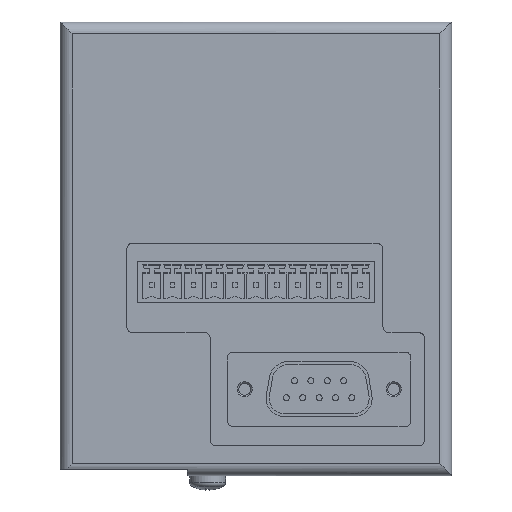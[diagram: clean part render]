
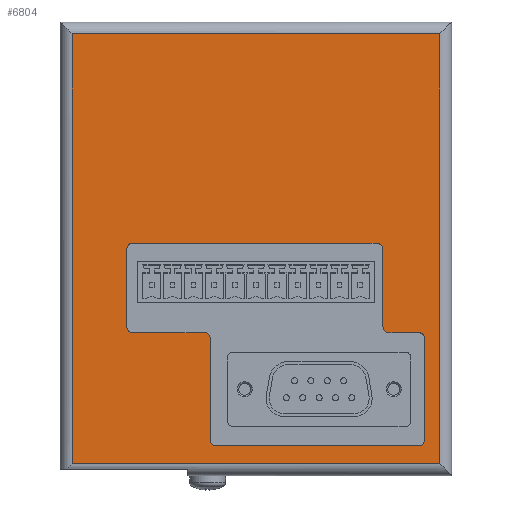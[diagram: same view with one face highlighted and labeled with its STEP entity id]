
A CAD part, top view. The second image highlights one B-rep face of the part: STEP entity #6804.
In plain terms, the highlighted planar face has unit normal (0, 0, 1).
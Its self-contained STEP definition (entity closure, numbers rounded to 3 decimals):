
#148=CIRCLE('',#7261,1.);
#149=CIRCLE('',#7262,1.);
#150=CIRCLE('',#7263,1.);
#151=CIRCLE('',#7264,1.);
#152=CIRCLE('',#7265,1.);
#153=CIRCLE('',#7266,1.);
#154=CIRCLE('',#7267,1.);
#155=CIRCLE('',#7268,1.);
#604=ORIENTED_EDGE('',*,*,#2527,.F.);
#605=ORIENTED_EDGE('',*,*,#2528,.F.);
#606=ORIENTED_EDGE('',*,*,#2529,.F.);
#607=ORIENTED_EDGE('',*,*,#2530,.F.);
#608=ORIENTED_EDGE('',*,*,#2531,.F.);
#609=ORIENTED_EDGE('',*,*,#2532,.T.);
#610=ORIENTED_EDGE('',*,*,#2533,.F.);
#611=ORIENTED_EDGE('',*,*,#2534,.F.);
#612=ORIENTED_EDGE('',*,*,#2535,.F.);
#613=ORIENTED_EDGE('',*,*,#2536,.F.);
#614=ORIENTED_EDGE('',*,*,#2537,.F.);
#615=ORIENTED_EDGE('',*,*,#2538,.F.);
#616=ORIENTED_EDGE('',*,*,#2539,.F.);
#617=ORIENTED_EDGE('',*,*,#2540,.T.);
#618=ORIENTED_EDGE('',*,*,#2541,.F.);
#619=ORIENTED_EDGE('',*,*,#2542,.F.);
#620=ORIENTED_EDGE('',*,*,#2543,.T.);
#621=ORIENTED_EDGE('',*,*,#2544,.T.);
#622=ORIENTED_EDGE('',*,*,#2249,.F.);
#623=ORIENTED_EDGE('',*,*,#2545,.F.);
#2249=EDGE_CURVE('',#3216,#3217,#3883,.T.);
#2527=EDGE_CURVE('',#3479,#3480,#4124,.T.);
#2528=EDGE_CURVE('',#3481,#3479,#148,.T.);
#2529=EDGE_CURVE('',#3482,#3481,#4125,.T.);
#2530=EDGE_CURVE('',#3483,#3482,#149,.T.);
#2531=EDGE_CURVE('',#3484,#3483,#4126,.T.);
#2532=EDGE_CURVE('',#3484,#3485,#150,.T.);
#2533=EDGE_CURVE('',#3486,#3485,#4127,.T.);
#2534=EDGE_CURVE('',#3487,#3486,#151,.T.);
#2535=EDGE_CURVE('',#3488,#3487,#4128,.T.);
#2536=EDGE_CURVE('',#3489,#3488,#152,.T.);
#2537=EDGE_CURVE('',#3490,#3489,#4129,.T.);
#2538=EDGE_CURVE('',#3491,#3490,#153,.T.);
#2539=EDGE_CURVE('',#3492,#3491,#4130,.T.);
#2540=EDGE_CURVE('',#3492,#3493,#154,.T.);
#2541=EDGE_CURVE('',#3494,#3493,#4131,.T.);
#2542=EDGE_CURVE('',#3480,#3494,#155,.T.);
#2543=EDGE_CURVE('',#3495,#3496,#4132,.T.);
#2544=EDGE_CURVE('',#3496,#3217,#4133,.T.);
#2545=EDGE_CURVE('',#3495,#3216,#4134,.T.);
#3216=VERTEX_POINT('',#9785);
#3217=VERTEX_POINT('',#9787);
#3479=VERTEX_POINT('',#10350);
#3480=VERTEX_POINT('',#10351);
#3481=VERTEX_POINT('',#10353);
#3482=VERTEX_POINT('',#10355);
#3483=VERTEX_POINT('',#10357);
#3484=VERTEX_POINT('',#10359);
#3485=VERTEX_POINT('',#10361);
#3486=VERTEX_POINT('',#10363);
#3487=VERTEX_POINT('',#10365);
#3488=VERTEX_POINT('',#10367);
#3489=VERTEX_POINT('',#10369);
#3490=VERTEX_POINT('',#10371);
#3491=VERTEX_POINT('',#10373);
#3492=VERTEX_POINT('',#10375);
#3493=VERTEX_POINT('',#10377);
#3494=VERTEX_POINT('',#10379);
#3495=VERTEX_POINT('',#10382);
#3496=VERTEX_POINT('',#10383);
#3883=LINE('',#9786,#4692);
#4124=LINE('',#10349,#4933);
#4125=LINE('',#10354,#4934);
#4126=LINE('',#10358,#4935);
#4127=LINE('',#10362,#4936);
#4128=LINE('',#10366,#4937);
#4129=LINE('',#10370,#4938);
#4130=LINE('',#10374,#4939);
#4131=LINE('',#10378,#4940);
#4132=LINE('',#10381,#4941);
#4133=LINE('',#10384,#4942);
#4134=LINE('',#10385,#4943);
#4692=VECTOR('',#7815,1000.);
#4933=VECTOR('',#8176,1000.);
#4934=VECTOR('',#8179,1000.);
#4935=VECTOR('',#8182,1000.);
#4936=VECTOR('',#8185,1000.);
#4937=VECTOR('',#8188,1000.);
#4938=VECTOR('',#8191,1000.);
#4939=VECTOR('',#8194,1000.);
#4940=VECTOR('',#8197,1000.);
#4941=VECTOR('',#8200,1000.);
#4942=VECTOR('',#8201,1000.);
#4943=VECTOR('',#8202,1000.);
#5504=EDGE_LOOP('',(#604,#605,#606,#607,#608,#609,#610,#611,#612,#613,#614,
#615,#616,#617,#618,#619));
#5505=EDGE_LOOP('',(#620,#621,#622,#623));
#6002=FACE_BOUND('',#5504,.T.);
#6003=FACE_BOUND('',#5505,.T.);
#6476=PLANE('',#7260);
#6804=ADVANCED_FACE('',(#6002,#6003),#6476,.T.);
#7260=AXIS2_PLACEMENT_3D('',#10348,#8174,#8175);
#7261=AXIS2_PLACEMENT_3D('',#10352,#8177,#8178);
#7262=AXIS2_PLACEMENT_3D('',#10356,#8180,#8181);
#7263=AXIS2_PLACEMENT_3D('',#10360,#8183,#8184);
#7264=AXIS2_PLACEMENT_3D('',#10364,#8186,#8187);
#7265=AXIS2_PLACEMENT_3D('',#10368,#8189,#8190);
#7266=AXIS2_PLACEMENT_3D('',#10372,#8192,#8193);
#7267=AXIS2_PLACEMENT_3D('',#10376,#8195,#8196);
#7268=AXIS2_PLACEMENT_3D('',#10380,#8198,#8199);
#7815=DIRECTION('',(-1.,0.,0.));
#8174=DIRECTION('',(0.,0.,1.));
#8175=DIRECTION('',(1.,0.,0.));
#8176=DIRECTION('',(0.,-1.,0.));
#8177=DIRECTION('',(0.,0.,1.));
#8178=DIRECTION('',(1.,0.,0.));
#8179=DIRECTION('',(-1.,0.,0.));
#8180=DIRECTION('',(0.,0.,1.));
#8181=DIRECTION('',(1.,0.,0.));
#8182=DIRECTION('',(0.,1.,0.));
#8183=DIRECTION('',(0.,0.,1.));
#8184=DIRECTION('',(1.,0.,0.));
#8185=DIRECTION('',(-1.,0.,0.));
#8186=DIRECTION('',(0.,0.,1.));
#8187=DIRECTION('',(1.,0.,0.));
#8188=DIRECTION('',(0.,1.,0.));
#8189=DIRECTION('',(0.,0.,1.));
#8190=DIRECTION('',(1.,0.,0.));
#8191=DIRECTION('',(1.,0.,0.));
#8192=DIRECTION('',(0.,0.,1.));
#8193=DIRECTION('',(1.,0.,0.));
#8194=DIRECTION('',(0.,-1.,0.));
#8195=DIRECTION('',(0.,0.,1.));
#8196=DIRECTION('',(1.,0.,0.));
#8197=DIRECTION('',(1.,0.,0.));
#8198=DIRECTION('',(0.,0.,1.));
#8199=DIRECTION('',(1.,0.,0.));
#8200=DIRECTION('',(-1.,0.,0.));
#8201=DIRECTION('',(0.,-1.,0.));
#8202=DIRECTION('',(0.,-1.,0.));
#9785=CARTESIAN_POINT('',(30.85,2.,0.));
#9786=CARTESIAN_POINT('',(32.85,2.,0.));
#9787=CARTESIAN_POINT('',(-30.85,2.,0.));
#10348=CARTESIAN_POINT('',(0.,0.,0.));
#10349=CARTESIAN_POINT('',(-21.7,38.,0.));
#10350=CARTESIAN_POINT('',(-21.7,38.,0.));
#10351=CARTESIAN_POINT('',(-21.7,25.,0.));
#10352=CARTESIAN_POINT('',(-20.7,38.,0.));
#10353=CARTESIAN_POINT('',(-20.7,39.,0.));
#10354=CARTESIAN_POINT('',(20.3,39.,0.));
#10355=CARTESIAN_POINT('',(20.3,39.,0.));
#10356=CARTESIAN_POINT('',(20.3,38.,0.));
#10357=CARTESIAN_POINT('',(21.3,38.,0.));
#10358=CARTESIAN_POINT('',(21.3,25.,0.));
#10359=CARTESIAN_POINT('',(21.3,25.,0.));
#10360=CARTESIAN_POINT('',(22.3,25.,0.));
#10361=CARTESIAN_POINT('',(22.3,24.,0.));
#10362=CARTESIAN_POINT('',(27.3,24.,0.));
#10363=CARTESIAN_POINT('',(27.3,24.,0.));
#10364=CARTESIAN_POINT('',(27.3,23.,0.));
#10365=CARTESIAN_POINT('',(28.3,23.,0.));
#10366=CARTESIAN_POINT('',(28.3,6.,0.));
#10367=CARTESIAN_POINT('',(28.3,6.,0.));
#10368=CARTESIAN_POINT('',(27.3,6.,0.));
#10369=CARTESIAN_POINT('',(27.3,5.,0.));
#10370=CARTESIAN_POINT('',(-6.7,5.,0.));
#10371=CARTESIAN_POINT('',(-6.7,5.,0.));
#10372=CARTESIAN_POINT('',(-6.7,6.,0.));
#10373=CARTESIAN_POINT('',(-7.7,6.,0.));
#10374=CARTESIAN_POINT('',(-7.7,23.,0.));
#10375=CARTESIAN_POINT('',(-7.7,23.,0.));
#10376=CARTESIAN_POINT('',(-8.7,23.,0.));
#10377=CARTESIAN_POINT('',(-8.7,24.,0.));
#10378=CARTESIAN_POINT('',(-20.7,24.,0.));
#10379=CARTESIAN_POINT('',(-20.7,24.,0.));
#10380=CARTESIAN_POINT('',(-20.7,25.,0.));
#10381=CARTESIAN_POINT('',(32.85,74.1,0.));
#10382=CARTESIAN_POINT('',(30.85,74.1,0.));
#10383=CARTESIAN_POINT('',(-30.85,74.1,0.));
#10384=CARTESIAN_POINT('',(-30.85,76.1,0.));
#10385=CARTESIAN_POINT('',(30.85,76.1,0.));
